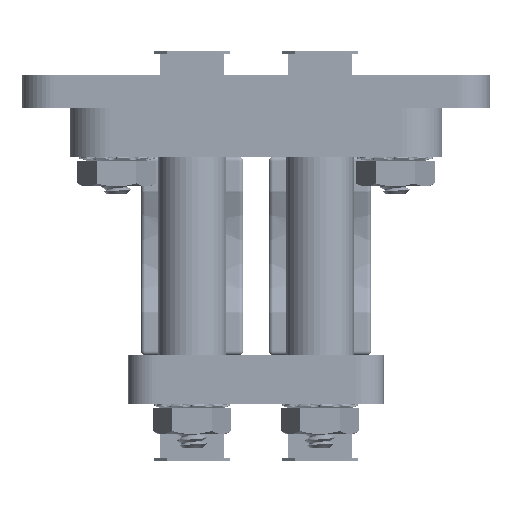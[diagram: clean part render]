
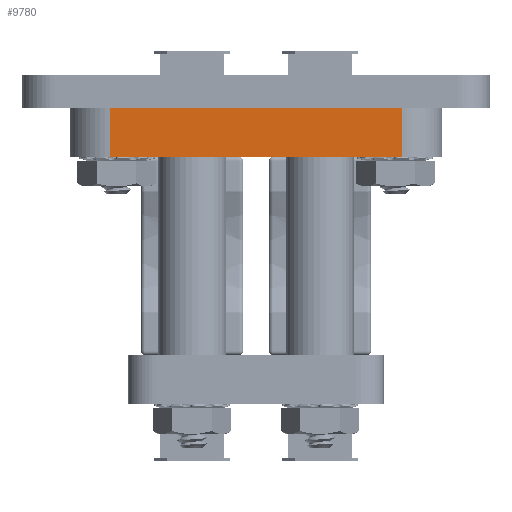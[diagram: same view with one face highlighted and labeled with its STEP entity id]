
A CAD part, left-side view. The second image highlights one B-rep face of the part: STEP entity #9780.
In plain terms, the highlighted planar face has unit normal (-1, 0, 0).
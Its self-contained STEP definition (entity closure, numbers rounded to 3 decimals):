
#769 = EDGE_CURVE ( 'NONE', #6754, #9200, #29588, .T. ) ;
#1655 = CARTESIAN_POINT ( 'NONE',  ( -162.681, 105.44, 0. ) ) ;
#3110 = EDGE_CURVE ( 'NONE', #5864, #6754, #26138, .T. ) ;
#3219 = ORIENTED_EDGE ( 'NONE', *, *, #769, .T. ) ;
#4585 = DIRECTION ( 'NONE',  ( 0., 0., -1. ) ) ;
#5728 = CARTESIAN_POINT ( 'NONE',  ( -162.681, 132.622, 4.572 ) ) ;
#5864 = VERTEX_POINT ( 'NONE', #24819 ) ;
#6754 = VERTEX_POINT ( 'NONE', #12485 ) ;
#7052 = DIRECTION ( 'NONE',  ( 0., -1., 0. ) ) ;
#7894 = EDGE_CURVE ( 'NONE', #5864, #34941, #29363, .T. ) ;
#8673 = DIRECTION ( 'NONE',  ( 0., 0., -1. ) ) ;
#8898 = AXIS2_PLACEMENT_3D ( 'NONE', #11493, #34337, #8673 ) ;
#9091 = DIRECTION ( 'NONE',  ( 0., 0., -1. ) ) ;
#9200 = VERTEX_POINT ( 'NONE', #1655 ) ;
#9780 = ADVANCED_FACE ( 'NONE', ( #34154 ), #19883, .F. ) ;
#11493 = CARTESIAN_POINT ( 'NONE',  ( -162.681, 105.44, 4.572 ) ) ;
#12485 = CARTESIAN_POINT ( 'NONE',  ( -162.681, 132.622, 0. ) ) ;
#12687 = CARTESIAN_POINT ( 'NONE',  ( -162.681, 105.44, 4.572 ) ) ;
#12798 = VECTOR ( 'NONE', #7052, 1000. ) ;
#14435 = EDGE_LOOP ( 'NONE', ( #3219, #26001, #36285, #21649 ) ) ;
#18147 = CARTESIAN_POINT ( 'NONE',  ( -162.681, 105.44, 4.572 ) ) ;
#19775 = VECTOR ( 'NONE', #9091, 1000. ) ;
#19883 = PLANE ( 'NONE',  #8898 ) ;
#20123 = CARTESIAN_POINT ( 'NONE',  ( -162.681, 105.44, 0. ) ) ;
#21649 = ORIENTED_EDGE ( 'NONE', *, *, #3110, .T. ) ;
#24819 = CARTESIAN_POINT ( 'NONE',  ( -162.681, 132.622, 4.572 ) ) ;
#24826 = LINE ( 'NONE', #24999, #37084 ) ;
#24999 = CARTESIAN_POINT ( 'NONE',  ( -162.681, 105.44, 4.572 ) ) ;
#26001 = ORIENTED_EDGE ( 'NONE', *, *, #32918, .F. ) ;
#26138 = LINE ( 'NONE', #5728, #19775 ) ;
#29363 = LINE ( 'NONE', #12687, #12798 ) ;
#29588 = LINE ( 'NONE', #20123, #33139 ) ;
#31588 = DIRECTION ( 'NONE',  ( 0., -1., 0. ) ) ;
#32918 = EDGE_CURVE ( 'NONE', #34941, #9200, #24826, .T. ) ;
#33139 = VECTOR ( 'NONE', #31588, 1000. ) ;
#34154 = FACE_OUTER_BOUND ( 'NONE', #14435, .T. ) ;
#34337 = DIRECTION ( 'NONE',  ( 1., 0., 0. ) ) ;
#34941 = VERTEX_POINT ( 'NONE', #18147 ) ;
#36285 = ORIENTED_EDGE ( 'NONE', *, *, #7894, .F. ) ;
#37084 = VECTOR ( 'NONE', #4585, 1000. ) ;
